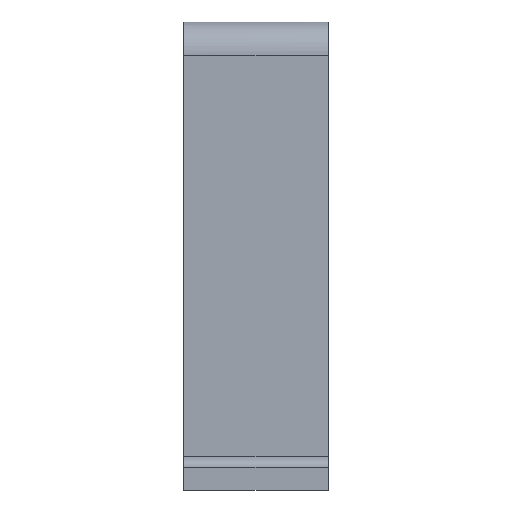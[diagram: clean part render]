
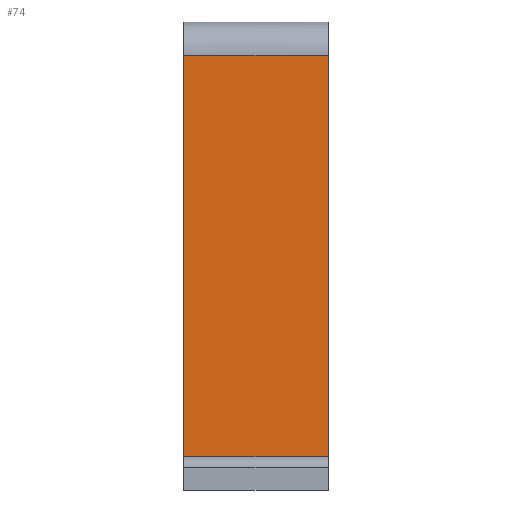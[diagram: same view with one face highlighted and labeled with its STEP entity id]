
A CAD part, left-side view. The second image highlights one B-rep face of the part: STEP entity #74.
In plain terms, the highlighted planar face has unit normal (-1, 0, 0).
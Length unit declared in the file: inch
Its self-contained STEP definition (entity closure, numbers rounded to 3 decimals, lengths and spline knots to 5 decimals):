
#74=ADVANCED_FACE('',(#160),#161,.T.);
#160=FACE_OUTER_BOUND('',#281,.T.);
#161=PLANE('',#282);
#281=EDGE_LOOP('',(#460,#461,#462,#463));
#282=AXIS2_PLACEMENT_3D('',#464,#465,#466);
#460=ORIENTED_EDGE('',*,*,#605,.T.);
#461=ORIENTED_EDGE('',*,*,#606,.F.);
#462=ORIENTED_EDGE('',*,*,#607,.T.);
#463=ORIENTED_EDGE('',*,*,#608,.T.);
#464=CARTESIAN_POINT('',(1.24992,0.8125,1.31248));
#465=DIRECTION('',(-1.0,0.0,0.0));
#466=DIRECTION('',(0.0,0.0,-1.0));
#605=EDGE_CURVE('',#686,#687,#688,.T.);
#606=EDGE_CURVE('',#689,#687,#690,.T.);
#607=EDGE_CURVE('',#689,#691,#692,.T.);
#608=EDGE_CURVE('',#691,#686,#693,.T.);
#686=VERTEX_POINT('',#808);
#687=VERTEX_POINT('',#809);
#688=LINE('',#810,#811);
#689=VERTEX_POINT('',#812);
#690=LINE('',#813,#814);
#691=VERTEX_POINT('',#815);
#692=LINE('',#816,#817);
#693=LINE('',#818,#819);
#808=CARTESIAN_POINT('',(1.24992,0.,0.18749));
#809=CARTESIAN_POINT('',(1.24992,0.,2.43747));
#810=CARTESIAN_POINT('',(1.24992,0.,2.43747));
#811=VECTOR('',#941,1.0);
#812=CARTESIAN_POINT('',(1.24992,0.8125,2.43747));
#813=CARTESIAN_POINT('',(1.24992,0.8125,2.43747));
#814=VECTOR('',#942,1.0);
#815=CARTESIAN_POINT('',(1.24992,0.8125,0.18749));
#816=CARTESIAN_POINT('',(1.24992,0.8125,2.43747));
#817=VECTOR('',#943,1.0);
#818=CARTESIAN_POINT('',(1.24992,0.8125,0.18749));
#819=VECTOR('',#944,1.0);
#941=DIRECTION('',(0.0,0.0,1.0));
#942=DIRECTION('',(0.0,-1.0,0.0));
#943=DIRECTION('',(0.0,0.0,-1.0));
#944=DIRECTION('',(0.0,-1.0,0.0));
